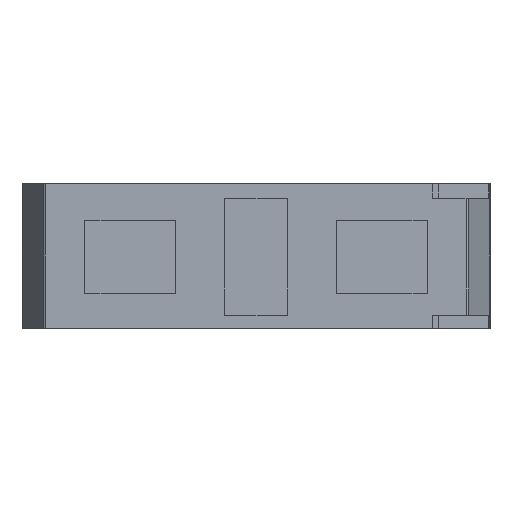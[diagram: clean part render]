
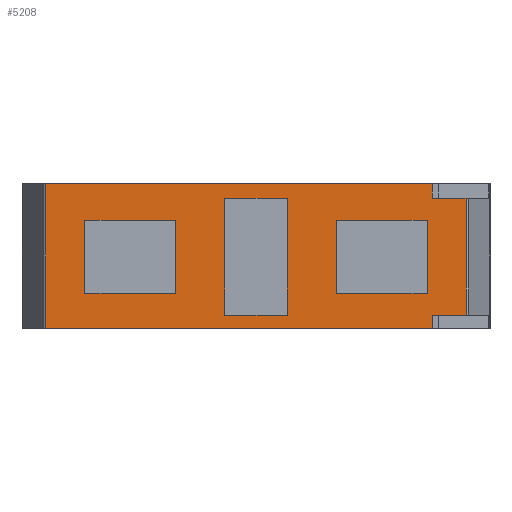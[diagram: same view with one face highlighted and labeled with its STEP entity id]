
A CAD part, front view. The second image highlights one B-rep face of the part: STEP entity #5208.
In plain terms, the highlighted planar face has unit normal (0, -1, 0).
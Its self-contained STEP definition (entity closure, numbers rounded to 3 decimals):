
#133=DIRECTION('',(1.,0.,0.));
#134=VECTOR('',#133,26.409);
#135=CARTESIAN_POINT('',(-14.359,-28.7,-35.));
#136=LINE('',#135,#134);
#1391=DIRECTION('',(1.,0.,0.));
#1392=VECTOR('',#1391,26.409);
#1393=CARTESIAN_POINT('',(-14.359,-28.7,-44.9));
#1394=LINE('',#1393,#1392);
#1705=DIRECTION('',(1.,0.,0.));
#1706=VECTOR('',#1705,2.309);
#1707=CARTESIAN_POINT('',(12.05,-28.7,-44.));
#1708=LINE('',#1707,#1706);
#1709=DIRECTION('',(0.,0.,1.));
#1710=VECTOR('',#1709,0.9);
#1711=CARTESIAN_POINT('',(12.05,-28.7,-44.9));
#1712=LINE('',#1711,#1710);
#1713=DIRECTION('',(0.,0.,-1.));
#1714=VECTOR('',#1713,9.9);
#1715=CARTESIAN_POINT('',(-14.359,-28.7,-35.));
#1716=LINE('',#1715,#1714);
#1717=DIRECTION('',(0.,0.,-1.));
#1718=VECTOR('',#1717,1.);
#1719=CARTESIAN_POINT('',(12.05,-28.7,-35.));
#1720=LINE('',#1719,#1718);
#1721=DIRECTION('',(1.,0.,0.));
#1722=VECTOR('',#1721,2.309);
#1723=CARTESIAN_POINT('',(12.05,-28.7,-36.));
#1724=LINE('',#1723,#1722);
#1725=DIRECTION('',(0.,0.,-1.));
#1726=VECTOR('',#1725,8.);
#1727=CARTESIAN_POINT('',(-2.15,-28.7,-36.));
#1728=LINE('',#1727,#1726);
#1729=DIRECTION('',(1.,0.,0.));
#1730=VECTOR('',#1729,4.3);
#1731=CARTESIAN_POINT('',(-2.15,-28.7,-44.));
#1732=LINE('',#1731,#1730);
#1733=DIRECTION('',(0.,0.,1.));
#1734=VECTOR('',#1733,8.);
#1735=CARTESIAN_POINT('',(2.15,-28.7,-44.));
#1736=LINE('',#1735,#1734);
#1737=DIRECTION('',(-1.,0.,0.));
#1738=VECTOR('',#1737,4.3);
#1739=CARTESIAN_POINT('',(2.15,-28.7,-36.));
#1740=LINE('',#1739,#1738);
#1741=DIRECTION('',(0.,0.,-1.));
#1742=VECTOR('',#1741,5.);
#1743=CARTESIAN_POINT('',(-11.7,-28.7,-37.5));
#1744=LINE('',#1743,#1742);
#1745=DIRECTION('',(1.,0.,0.));
#1746=VECTOR('',#1745,6.2);
#1747=CARTESIAN_POINT('',(-11.7,-28.7,-42.5));
#1748=LINE('',#1747,#1746);
#1749=DIRECTION('',(0.,0.,1.));
#1750=VECTOR('',#1749,5.);
#1751=CARTESIAN_POINT('',(-5.5,-28.7,-42.5));
#1752=LINE('',#1751,#1750);
#1753=DIRECTION('',(-1.,0.,0.));
#1754=VECTOR('',#1753,6.2);
#1755=CARTESIAN_POINT('',(-5.5,-28.7,-37.5));
#1756=LINE('',#1755,#1754);
#1757=DIRECTION('',(-1.,0.,0.));
#1758=VECTOR('',#1757,6.2);
#1759=CARTESIAN_POINT('',(11.7,-28.7,-37.5));
#1760=LINE('',#1759,#1758);
#1761=DIRECTION('',(0.,0.,-1.));
#1762=VECTOR('',#1761,5.);
#1763=CARTESIAN_POINT('',(5.5,-28.7,-37.5));
#1764=LINE('',#1763,#1762);
#1765=DIRECTION('',(1.,0.,0.));
#1766=VECTOR('',#1765,6.2);
#1767=CARTESIAN_POINT('',(5.5,-28.7,-42.5));
#1768=LINE('',#1767,#1766);
#1769=DIRECTION('',(0.,0.,1.));
#1770=VECTOR('',#1769,5.);
#1771=CARTESIAN_POINT('',(11.7,-28.7,-42.5));
#1772=LINE('',#1771,#1770);
#1826=DIRECTION('',(0.,0.,-1.));
#1827=VECTOR('',#1826,8.);
#1828=CARTESIAN_POINT('',(14.359,-28.7,-36.));
#1829=LINE('',#1828,#1827);
#2364=CARTESIAN_POINT('',(-14.359,-28.7,-35.));
#2365=VERTEX_POINT('',#2364);
#2426=CARTESIAN_POINT('',(-14.359,-28.7,-44.9));
#2427=VERTEX_POINT('',#2426);
#2508=CARTESIAN_POINT('',(12.05,-28.7,-36.));
#2509=VERTEX_POINT('',#2508);
#2570=CARTESIAN_POINT('',(12.05,-28.7,-44.));
#2571=VERTEX_POINT('',#2570);
#2668=CARTESIAN_POINT('',(-2.15,-28.7,-36.));
#2669=VERTEX_POINT('',#2668);
#2670=CARTESIAN_POINT('',(-2.15,-28.7,-44.));
#2671=VERTEX_POINT('',#2670);
#2672=CARTESIAN_POINT('',(2.15,-28.7,-44.));
#2673=VERTEX_POINT('',#2672);
#2674=CARTESIAN_POINT('',(2.15,-28.7,-36.));
#2675=VERTEX_POINT('',#2674);
#2692=CARTESIAN_POINT('',(-11.7,-28.7,-37.5));
#2693=VERTEX_POINT('',#2692);
#2694=CARTESIAN_POINT('',(-11.7,-28.7,-42.5));
#2695=VERTEX_POINT('',#2694);
#2696=CARTESIAN_POINT('',(-5.5,-28.7,-42.5));
#2697=VERTEX_POINT('',#2696);
#2698=CARTESIAN_POINT('',(-5.5,-28.7,-37.5));
#2699=VERTEX_POINT('',#2698);
#2700=CARTESIAN_POINT('',(11.7,-28.7,-37.5));
#2701=VERTEX_POINT('',#2700);
#2702=CARTESIAN_POINT('',(5.5,-28.7,-37.5));
#2703=VERTEX_POINT('',#2702);
#2704=CARTESIAN_POINT('',(5.5,-28.7,-42.5));
#2705=VERTEX_POINT('',#2704);
#2706=CARTESIAN_POINT('',(11.7,-28.7,-42.5));
#2707=VERTEX_POINT('',#2706);
#2714=CARTESIAN_POINT('',(12.05,-28.7,-35.));
#2715=VERTEX_POINT('',#2714);
#2722=CARTESIAN_POINT('',(14.359,-28.7,-36.));
#2723=VERTEX_POINT('',#2722);
#2736=CARTESIAN_POINT('',(12.05,-28.7,-44.9));
#2737=VERTEX_POINT('',#2736);
#2744=CARTESIAN_POINT('',(14.359,-28.7,-44.));
#2745=VERTEX_POINT('',#2744);
#5160=CARTESIAN_POINT('',(-14.359,-28.7,-35.));
#5161=DIRECTION('',(0.,-1.,0.));
#5162=DIRECTION('',(1.,0.,0.));
#5163=AXIS2_PLACEMENT_3D('',#5160,#5161,#5162);
#5164=PLANE('',#5163);
#5165=ORIENTED_EDGE('',*,*,#4829,.F.);
#5167=ORIENTED_EDGE('',*,*,#5166,.F.);
#5168=ORIENTED_EDGE('',*,*,#4738,.F.);
#5170=ORIENTED_EDGE('',*,*,#5169,.F.);
#5171=ORIENTED_EDGE('',*,*,#3115,.T.);
#5172=ORIENTED_EDGE('',*,*,#5153,.T.);
#5173=ORIENTED_EDGE('',*,*,#4973,.T.);
#5175=ORIENTED_EDGE('',*,*,#5174,.T.);
#5176=EDGE_LOOP('',(#5165,#5167,#5168,#5170,#5171,#5172,#5173,#5175));
#5177=FACE_OUTER_BOUND('',#5176,.F.);
#5179=ORIENTED_EDGE('',*,*,#5178,.T.);
#5181=ORIENTED_EDGE('',*,*,#5180,.T.);
#5183=ORIENTED_EDGE('',*,*,#5182,.T.);
#5185=ORIENTED_EDGE('',*,*,#5184,.T.);
#5186=EDGE_LOOP('',(#5179,#5181,#5183,#5185));
#5187=FACE_BOUND('',#5186,.F.);
#5189=ORIENTED_EDGE('',*,*,#5188,.T.);
#5191=ORIENTED_EDGE('',*,*,#5190,.T.);
#5193=ORIENTED_EDGE('',*,*,#5192,.T.);
#5195=ORIENTED_EDGE('',*,*,#5194,.T.);
#5196=EDGE_LOOP('',(#5189,#5191,#5193,#5195));
#5197=FACE_BOUND('',#5196,.F.);
#5199=ORIENTED_EDGE('',*,*,#5198,.T.);
#5201=ORIENTED_EDGE('',*,*,#5200,.T.);
#5203=ORIENTED_EDGE('',*,*,#5202,.T.);
#5205=ORIENTED_EDGE('',*,*,#5204,.T.);
#5206=EDGE_LOOP('',(#5199,#5201,#5203,#5205));
#5207=FACE_BOUND('',#5206,.F.);
#3115=EDGE_CURVE('',#2365,#2715,#136,.T.);
#4738=EDGE_CURVE('',#2427,#2737,#1394,.T.);
#4829=EDGE_CURVE('',#2571,#2745,#1708,.T.);
#4973=EDGE_CURVE('',#2509,#2723,#1724,.T.);
#5153=EDGE_CURVE('',#2715,#2509,#1720,.T.);
#5166=EDGE_CURVE('',#2737,#2571,#1712,.T.);
#5169=EDGE_CURVE('',#2365,#2427,#1716,.T.);
#5174=EDGE_CURVE('',#2723,#2745,#1829,.T.);
#5178=EDGE_CURVE('',#2669,#2671,#1728,.T.);
#5180=EDGE_CURVE('',#2671,#2673,#1732,.T.);
#5182=EDGE_CURVE('',#2673,#2675,#1736,.T.);
#5184=EDGE_CURVE('',#2675,#2669,#1740,.T.);
#5188=EDGE_CURVE('',#2693,#2695,#1744,.T.);
#5190=EDGE_CURVE('',#2695,#2697,#1748,.T.);
#5192=EDGE_CURVE('',#2697,#2699,#1752,.T.);
#5194=EDGE_CURVE('',#2699,#2693,#1756,.T.);
#5198=EDGE_CURVE('',#2701,#2703,#1760,.T.);
#5200=EDGE_CURVE('',#2703,#2705,#1764,.T.);
#5202=EDGE_CURVE('',#2705,#2707,#1768,.T.);
#5204=EDGE_CURVE('',#2707,#2701,#1772,.T.);
#5208=ADVANCED_FACE('',(#5177,#5187,#5197,#5207),#5164,.T.);
